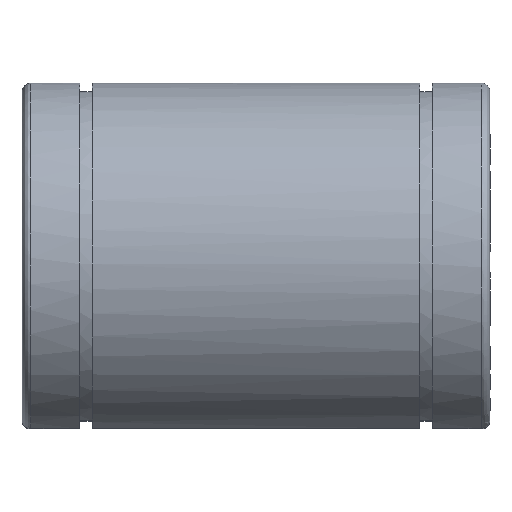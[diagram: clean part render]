
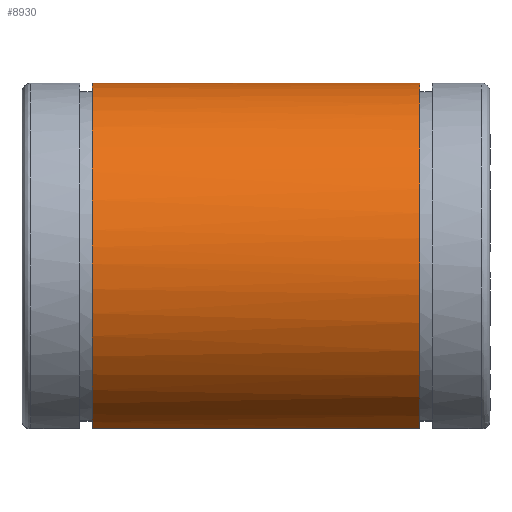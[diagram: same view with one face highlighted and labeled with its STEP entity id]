
A CAD part, top view. The second image highlights one B-rep face of the part: STEP entity #8930.
In plain terms, the highlighted free-form (B-spline) face has degree [3, 1] with [7, 2] control points.
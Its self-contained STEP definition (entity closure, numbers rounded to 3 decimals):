
#2320 = CARTESIAN_POINT ('', (68., -28.12, 13.049));
#2330 = VERTEX_POINT ('', #2320);
#2390 = CARTESIAN_POINT ('', (12., -28.12, 13.049));
#2400 = VERTEX_POINT ('', #2390);
#2410 = CARTESIAN_POINT ('', (68., -28.12, 13.049));
#2420 = CARTESIAN_POINT ('', (12., -28.12, 13.049));
#2430 = B_SPLINE_CURVE_WITH_KNOTS ('', 1, (#2410, #2420), .UNSPECIFIED., .F., .U., (2, 2), (0., 1.), .UNSPECIFIED.);
#2440 = EDGE_CURVE ('', #2330, #2400, #2430, .T.);
#5730 = CARTESIAN_POINT ('', (12., -28.12, -13.049));
#5740 = VERTEX_POINT ('', #5730);
#5800 = CARTESIAN_POINT ('', (68., -28.12, -13.049));
#5810 = VERTEX_POINT ('', #5800);
#5820 = CARTESIAN_POINT ('', (68., -28.12, -13.049));
#5830 = CARTESIAN_POINT ('', (12., -28.12, -13.049));
#5840 = B_SPLINE_CURVE_WITH_KNOTS ('', 1, (#5820, #5830), .UNSPECIFIED., .F., .U., (2, 2), (0., 1.), .UNSPECIFIED.);
#5850 = EDGE_CURVE ('', #5810, #5740, #5840, .T.);
#8050 = CARTESIAN_POINT ('', (12., 0., 31.));
#8060 = VERTEX_POINT ('', #8050);
#8070 = CARTESIAN_POINT ('', (12., 0., 31.));
#8080 = CARTESIAN_POINT ('', (12., -13.507, 31.));
#8090 = CARTESIAN_POINT ('', (12., -23.377, 23.269));
#8100 = CARTESIAN_POINT ('', (12., -28.12, 13.049));
#8110 = (
   BOUNDED_CURVE ()
   B_SPLINE_CURVE (3, (#8070, #8080, #8090, #8100), .UNSPECIFIED., .F., .U.)
   B_SPLINE_CURVE_WITH_KNOTS ((4, 4), (0., 1.), .UNSPECIFIED.)
   CURVE ()
   GEOMETRIC_REPRESENTATION_ITEM ()
   RATIONAL_B_SPLINE_CURVE ((0.615, 0.646, 0.774, 1.))
   REPRESENTATION_ITEM ('')
);
#8120 = EDGE_CURVE ('', #8060, #2400, #8110, .T.);
#8140 = CARTESIAN_POINT ('', (12., 0., -31.));
#8150 = VERTEX_POINT ('', #8140);
#8160 = CARTESIAN_POINT ('', (12., 0., -31.));
#8170 = CARTESIAN_POINT ('', (12., 19.942, -31.));
#8180 = CARTESIAN_POINT ('', (12., 31., -16.301));
#8190 = CARTESIAN_POINT ('', (12., 31., 0.));
#8200 = CARTESIAN_POINT ('', (12., 31., 16.301));
#8210 = CARTESIAN_POINT ('', (12., 19.942, 31.));
#8220 = CARTESIAN_POINT ('', (12., 0., 31.));
#8230 = (
   BOUNDED_CURVE ()
   B_SPLINE_CURVE (3, (#8160, #8170, #8180, #8190, #8200, #8210, #8220), .UNSPECIFIED., .F., .U.)
   B_SPLINE_CURVE_WITH_KNOTS ((4, 3, 4), (0., 0.5, 1.), .UNSPECIFIED.)
   CURVE ()
   GEOMETRIC_REPRESENTATION_ITEM ()
   RATIONAL_B_SPLINE_CURVE ((0.615, 0.575, 0.703, 1., 0.703, 0.575, 0.615))
   REPRESENTATION_ITEM ('')
);
#8240 = EDGE_CURVE ('', #8150, #8060, #8230, .T.);
#8260 = CARTESIAN_POINT ('', (12., -28.12, -13.049));
#8270 = CARTESIAN_POINT ('', (12., -23.377, -23.269));
#8280 = CARTESIAN_POINT ('', (12., -13.507, -31.));
#8290 = CARTESIAN_POINT ('', (12., 0., -31.));
#8300 = (
   BOUNDED_CURVE ()
   B_SPLINE_CURVE (3, (#8260, #8270, #8280, #8290), .UNSPECIFIED., .F., .U.)
   B_SPLINE_CURVE_WITH_KNOTS ((4, 4), (0., 1.), .UNSPECIFIED.)
   CURVE ()
   GEOMETRIC_REPRESENTATION_ITEM ()
   RATIONAL_B_SPLINE_CURVE ((1., 0.774, 0.646, 0.615))
   REPRESENTATION_ITEM ('')
);
#8310 = EDGE_CURVE ('', #5740, #8150, #8300, .T.);
#8430 = ORIENTED_EDGE ('', *, *, #2440, .F.);
#8440 = CARTESIAN_POINT ('', (68., 0., 31.));
#8450 = VERTEX_POINT ('', #8440);
#8460 = CARTESIAN_POINT ('', (68., -28.12, 13.049));
#8470 = CARTESIAN_POINT ('', (68., -23.377, 23.269));
#8480 = CARTESIAN_POINT ('', (68., -13.507, 31.));
#8490 = CARTESIAN_POINT ('', (68., 0., 31.));
#8500 = (
   BOUNDED_CURVE ()
   B_SPLINE_CURVE (3, (#8460, #8470, #8480, #8490), .UNSPECIFIED., .F., .U.)
   B_SPLINE_CURVE_WITH_KNOTS ((4, 4), (0., 1.), .UNSPECIFIED.)
   CURVE ()
   GEOMETRIC_REPRESENTATION_ITEM ()
   RATIONAL_B_SPLINE_CURVE ((1., 0.774, 0.646, 0.615))
   REPRESENTATION_ITEM ('')
);
#8510 = EDGE_CURVE ('', #2330, #8450, #8500, .T.);
#8520 = ORIENTED_EDGE ('', *, *, #8510, .T.);
#8530 = CARTESIAN_POINT ('', (68., 0., -31.));
#8540 = VERTEX_POINT ('', #8530);
#8550 = CARTESIAN_POINT ('', (68., 0., 31.));
#8560 = CARTESIAN_POINT ('', (68., 19.942, 31.));
#8570 = CARTESIAN_POINT ('', (68., 31., 16.301));
#8580 = CARTESIAN_POINT ('', (68., 31., 0.));
#8590 = CARTESIAN_POINT ('', (68., 31., -16.301));
#8600 = CARTESIAN_POINT ('', (68., 19.942, -31.));
#8610 = CARTESIAN_POINT ('', (68., 0., -31.));
#8620 = (
   BOUNDED_CURVE ()
   B_SPLINE_CURVE (3, (#8550, #8560, #8570, #8580, #8590, #8600, #8610), .UNSPECIFIED., .F., .U.)
   B_SPLINE_CURVE_WITH_KNOTS ((4, 3, 4), (0., 0.5, 1.), .UNSPECIFIED.)
   CURVE ()
   GEOMETRIC_REPRESENTATION_ITEM ()
   RATIONAL_B_SPLINE_CURVE ((0.615, 0.575, 0.703, 1., 0.703, 0.575, 0.615))
   REPRESENTATION_ITEM ('')
);
#8630 = EDGE_CURVE ('', #8450, #8540, #8620, .T.);
#8640 = ORIENTED_EDGE ('', *, *, #8630, .T.);
#8650 = CARTESIAN_POINT ('', (68., 0., -31.));
#8660 = CARTESIAN_POINT ('', (68., -13.507, -31.));
#8670 = CARTESIAN_POINT ('', (68., -23.377, -23.269));
#8680 = CARTESIAN_POINT ('', (68., -28.12, -13.049));
#8690 = (
   BOUNDED_CURVE ()
   B_SPLINE_CURVE (3, (#8650, #8660, #8670, #8680), .UNSPECIFIED., .F., .U.)
   B_SPLINE_CURVE_WITH_KNOTS ((4, 4), (0., 1.), .UNSPECIFIED.)
   CURVE ()
   GEOMETRIC_REPRESENTATION_ITEM ()
   RATIONAL_B_SPLINE_CURVE ((0.615, 0.646, 0.774, 1.))
   REPRESENTATION_ITEM ('')
);
#8700 = EDGE_CURVE ('', #8540, #5810, #8690, .T.);
#8710 = ORIENTED_EDGE ('', *, *, #8700, .T.);
#8720 = ORIENTED_EDGE ('', *, *, #5850, .T.);
#8730 = ORIENTED_EDGE ('', *, *, #8310, .T.);
#8740 = ORIENTED_EDGE ('', *, *, #8240, .T.);
#8750 = ORIENTED_EDGE ('', *, *, #8120, .T.);
#8760 = EDGE_LOOP ('', (#8430, #8520, #8640, #8710, #8720, #8730, #8740, #8750));
#8770 = FACE_OUTER_BOUND ('', #8760, .T.);
#8780 = CARTESIAN_POINT ('', (6.4, -28.12, -13.049));
#8790 = CARTESIAN_POINT ('', (73.6, -28.12, -13.049));
#8800 = CARTESIAN_POINT ('', (6.4, -10.312, -51.425));
#8810 = CARTESIAN_POINT ('', (73.6, -10.312, -51.425));
#8820 = CARTESIAN_POINT ('', (6.4, 31., -42.306));
#8830 = CARTESIAN_POINT ('', (73.6, 31., -42.306));
#8840 = CARTESIAN_POINT ('', (6.4, 31., 0.));
#8850 = CARTESIAN_POINT ('', (73.6, 31., 0.));
#8860 = CARTESIAN_POINT ('', (6.4, 31., 42.306));
#8870 = CARTESIAN_POINT ('', (73.6, 31., 42.306));
#8880 = CARTESIAN_POINT ('', (6.4, -10.312, 51.425));
#8890 = CARTESIAN_POINT ('', (73.6, -10.312, 51.425));
#8900 = CARTESIAN_POINT ('', (6.4, -28.12, 13.049));
#8910 = CARTESIAN_POINT ('', (73.6, -28.12, 13.049));
#8920 = (
   BOUNDED_SURFACE ()
   B_SPLINE_SURFACE (3, 1, ((#8780, #8790), (#8800, #8810), (#8820, #8830), (#8840, #8850), (#8860, #8870), (#8880, #8890), (#8900, #8910)), .UNSPECIFIED., .F., .F., .U.)
   B_SPLINE_SURFACE_WITH_KNOTS ((4, 3, 4), (2, 2), (0., 0.5, 1.), (0., 1.), .UNSPECIFIED.)
   SURFACE ()
   GEOMETRIC_REPRESENTATION_ITEM ()
   RATIONAL_B_SPLINE_SURFACE (((1., 1.), (0.477, 0.477), (0.477, 0.477), (1., 1.), (0.477, 0.477), (0.477, 0.477), (1., 1.)))
   REPRESENTATION_ITEM ('')
);
#8930 = ADVANCED_FACE ('', (#8770), #8920, .T.);
